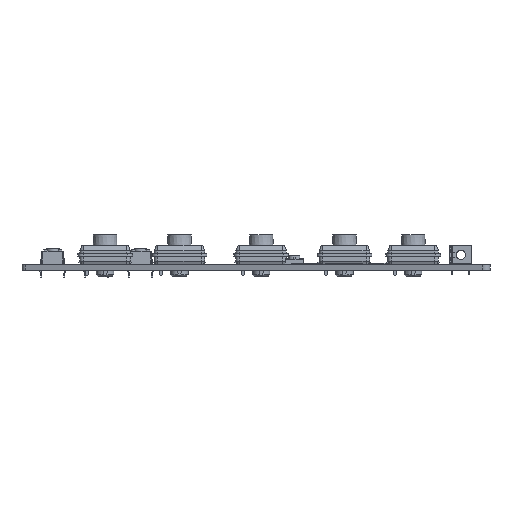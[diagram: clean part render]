
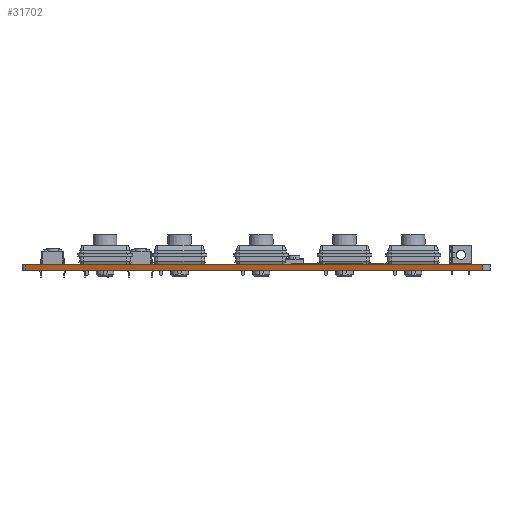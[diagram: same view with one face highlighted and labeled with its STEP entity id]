
A CAD part, front view. The second image highlights one B-rep face of the part: STEP entity #31702.
In plain terms, the highlighted planar face has unit normal (-0.312, -0.95, 0).
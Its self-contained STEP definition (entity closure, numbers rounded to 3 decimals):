
#29838 = VERTEX_POINT('',#29839);
#29839 = CARTESIAN_POINT('',(126.032,-107.354,0.));
#29846 = EDGE_CURVE('',#29838,#29847,#29849,.T.);
#29847 = VERTEX_POINT('',#29848);
#29848 = CARTESIAN_POINT('',(1.032,-66.34,0.));
#29849 = LINE('',#29850,#29851);
#29850 = CARTESIAN_POINT('',(126.032,-107.354,0.));
#29851 = VECTOR('',#29852,1.);
#29852 = DIRECTION('',(-0.95,0.312,0.));
#30748 = VERTEX_POINT('',#30749);
#30749 = CARTESIAN_POINT('',(126.032,-107.354,1.6));
#30756 = EDGE_CURVE('',#30748,#30757,#30759,.T.);
#30757 = VERTEX_POINT('',#30758);
#30758 = CARTESIAN_POINT('',(1.032,-66.34,1.6));
#30759 = LINE('',#30760,#30761);
#30760 = CARTESIAN_POINT('',(126.032,-107.354,1.6));
#30761 = VECTOR('',#30762,1.);
#30762 = DIRECTION('',(-0.95,0.312,0.));
#31674 = EDGE_CURVE('',#29838,#30748,#31675,.T.);
#31675 = LINE('',#31676,#31677);
#31676 = CARTESIAN_POINT('',(126.032,-107.354,0.));
#31677 = VECTOR('',#31678,1.);
#31678 = DIRECTION('',(0.,0.,1.));
#31702 = ADVANCED_FACE('',(#31703),#31714,.T.);
#31703 = FACE_BOUND('',#31704,.T.);
#31704 = EDGE_LOOP('',(#31705,#31706,#31707,#31713));
#31705 = ORIENTED_EDGE('',*,*,#31674,.T.);
#31706 = ORIENTED_EDGE('',*,*,#30756,.T.);
#31707 = ORIENTED_EDGE('',*,*,#31708,.F.);
#31708 = EDGE_CURVE('',#29847,#30757,#31709,.T.);
#31709 = LINE('',#31710,#31711);
#31710 = CARTESIAN_POINT('',(1.032,-66.34,0.));
#31711 = VECTOR('',#31712,1.);
#31712 = DIRECTION('',(0.,0.,1.));
#31713 = ORIENTED_EDGE('',*,*,#29846,.F.);
#31714 = PLANE('',#31715);
#31715 = AXIS2_PLACEMENT_3D('',#31716,#31717,#31718);
#31716 = CARTESIAN_POINT('',(126.032,-107.354,0.));
#31717 = DIRECTION('',(-0.312,-0.95,0.));
#31718 = DIRECTION('',(-0.95,0.312,0.));
